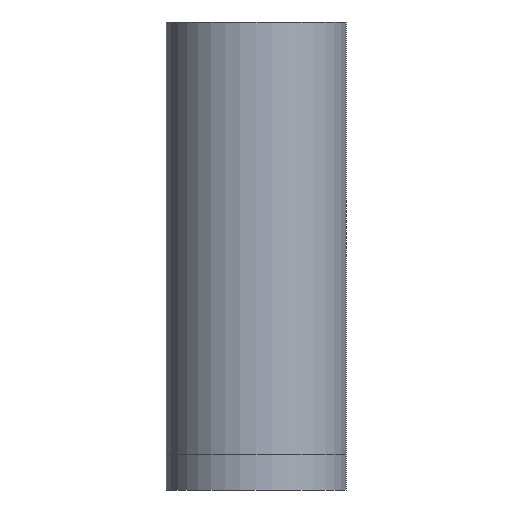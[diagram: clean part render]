
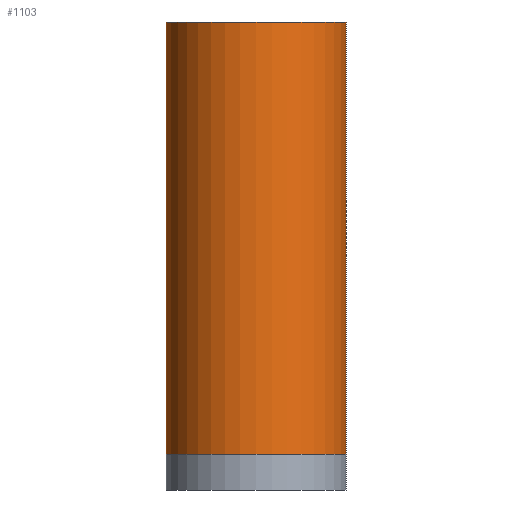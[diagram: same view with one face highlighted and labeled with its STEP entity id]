
A CAD part, left-side view. The second image highlights one B-rep face of the part: STEP entity #1103.
In plain terms, the highlighted cylindrical face has radius 12.5 mm (diameter 25 mm), a partial arc.
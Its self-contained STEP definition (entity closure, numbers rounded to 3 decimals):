
#630=CARTESIAN_POINT('',(0.,0.,0.));
#631=DIRECTION('',(0.,0.,1.));
#632=DIRECTION('',(0.,1.,0.));
#633=AXIS2_PLACEMENT_3D('',#630,#631,#632);
#747=CARTESIAN_POINT('',(0.,0.,60.));
#748=DIRECTION('',(0.,0.,1.));
#749=DIRECTION('',(0.,1.,0.));
#750=AXIS2_PLACEMENT_3D('',#747,#748,#749);
#768=DIRECTION('',(0.,0.,1.));
#769=VECTOR('',#768,60.);
#770=CARTESIAN_POINT('',(0.,-12.5,0.));
#771=LINE('',#770,#769);
#772=DIRECTION('',(0.,0.,1.));
#773=VECTOR('',#772,60.);
#774=CARTESIAN_POINT('',(0.,12.5,0.));
#775=LINE('',#774,#773);
#816=CARTESIAN_POINT('',(0.,12.5,0.));
#817=CARTESIAN_POINT('',(0.,-12.5,0.));
#818=VERTEX_POINT('',#816);
#819=VERTEX_POINT('',#817);
#820=CARTESIAN_POINT('',(0.,12.5,60.));
#821=CARTESIAN_POINT('',(0.,-12.5,60.));
#822=VERTEX_POINT('',#820);
#823=VERTEX_POINT('',#821);
#1091=CARTESIAN_POINT('',(0.,0.,0.));
#1092=DIRECTION('',(0.,0.,1.));
#1093=DIRECTION('',(1.,0.,0.));
#1094=AXIS2_PLACEMENT_3D('',#1091,#1092,#1093);
#1095=CYLINDRICAL_SURFACE('',#1094,12.5);
#1096=ORIENTED_EDGE('',*,*,#889,.F.);
#1098=ORIENTED_EDGE('',*,*,#1097,.T.);
#1099=ORIENTED_EDGE('',*,*,#1023,.T.);
#1100=ORIENTED_EDGE('',*,*,#1085,.F.);
#1101=EDGE_LOOP('',(#1096,#1098,#1099,#1100));
#1102=FACE_OUTER_BOUND('',#1101,.F.);
#634=CIRCLE('',#633,12.5);
#751=CIRCLE('',#750,12.5);
#889=EDGE_CURVE('',#818,#819,#634,.T.);
#1023=EDGE_CURVE('',#822,#823,#751,.T.);
#1085=EDGE_CURVE('',#819,#823,#771,.T.);
#1097=EDGE_CURVE('',#818,#822,#775,.T.);
#1103=ADVANCED_FACE('',(#1102),#1095,.T.);
